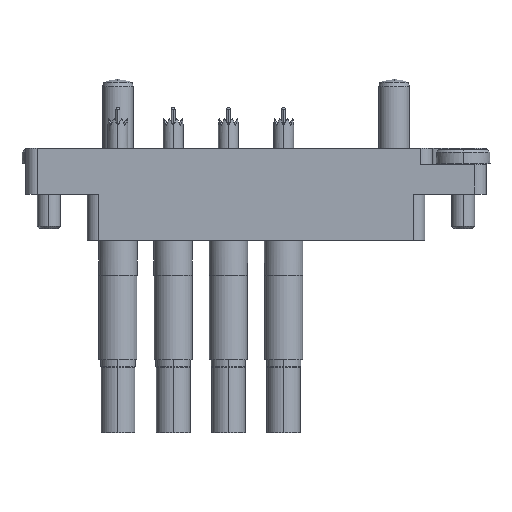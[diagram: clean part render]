
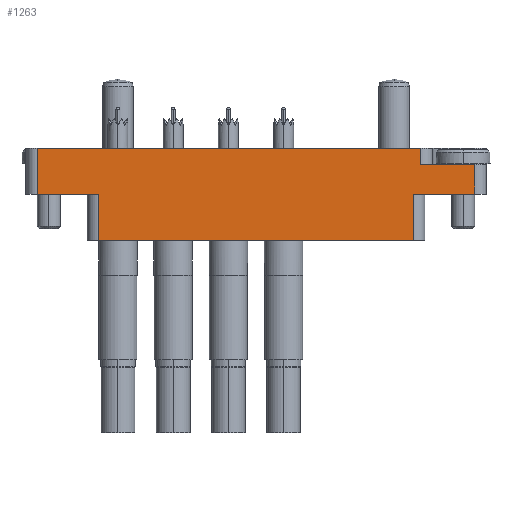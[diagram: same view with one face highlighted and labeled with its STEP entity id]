
A CAD part, left-side view. The second image highlights one B-rep face of the part: STEP entity #1263.
In plain terms, the highlighted face is planar.
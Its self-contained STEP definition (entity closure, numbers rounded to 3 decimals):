
#119 = DIRECTION ( 'NONE',  ( 0., 1., 0. ) ) ;
#732 = LINE ( 'NONE', #14917, #909 ) ;
#733 = VERTEX_POINT ( 'NONE', #8868 ) ;
#758 = EDGE_CURVE ( 'NONE', #10700, #17970, #23238, .T. ) ;
#909 = VECTOR ( 'NONE', #119, 1000. ) ;
#1060 = EDGE_CURVE ( 'NONE', #10700, #15015, #732, .T. ) ;
#1089 = VECTOR ( 'NONE', #21472, 1000. ) ;
#1137 = EDGE_LOOP ( 'NONE', ( #8171, #24079, #25598, #1262, #3815, #15723, #5425, #13636, #22394, #7450 ) ) ;
#1160 = CARTESIAN_POINT ( 'NONE',  ( 21.5, 0., 14.35 ) ) ;
#1262 = ORIENTED_EDGE ( 'NONE', *, *, #1060, .T. ) ;
#1263 = ADVANCED_FACE ( 'NONE', ( #1392 ), #25690, .F. ) ;
#1392 = FACE_OUTER_BOUND ( 'NONE', #1137, .T. ) ;
#1993 = CARTESIAN_POINT ( 'NONE',  ( 28.5, 3.9, 14.35 ) ) ;
#2127 = VERTEX_POINT ( 'NONE', #14330 ) ;
#2151 = EDGE_CURVE ( 'NONE', #5515, #6597, #4363, .T. ) ;
#2688 = VECTOR ( 'NONE', #15316, 1000. ) ;
#2726 = VECTOR ( 'NONE', #24489, 1000. ) ;
#3371 = CARTESIAN_POINT ( 'NONE',  ( -30., 0., 14.35 ) ) ;
#3522 = EDGE_CURVE ( 'NONE', #5515, #13222, #6280, .T. ) ;
#3815 = ORIENTED_EDGE ( 'NONE', *, *, #16231, .F. ) ;
#4363 = LINE ( 'NONE', #14846, #18319 ) ;
#4391 = EDGE_CURVE ( 'NONE', #18458, #733, #15474, .T. ) ;
#4482 = LINE ( 'NONE', #7091, #2688 ) ;
#4605 = EDGE_CURVE ( 'NONE', #8336, #13222, #12532, .T. ) ;
#4676 = DIRECTION ( 'NONE',  ( 1., 0., 0. ) ) ;
#4984 = LINE ( 'NONE', #15324, #5654 ) ;
#5151 = CARTESIAN_POINT ( 'NONE',  ( 30., 0., 14.35 ) ) ;
#5370 = CARTESIAN_POINT ( 'NONE',  ( 20.5, 0., 14.35 ) ) ;
#5382 = DIRECTION ( 'NONE',  ( 0., 1., 0. ) ) ;
#5425 = ORIENTED_EDGE ( 'NONE', *, *, #21595, .F. ) ;
#5509 = CARTESIAN_POINT ( 'NONE',  ( -20.5, -6., 14.35 ) ) ;
#5515 = VERTEX_POINT ( 'NONE', #12149 ) ;
#5654 = VECTOR ( 'NONE', #15463, 1000. ) ;
#6051 = EDGE_CURVE ( 'NONE', #8336, #17970, #15717, .T. ) ;
#6280 = LINE ( 'NONE', #16646, #2726 ) ;
#6407 = CARTESIAN_POINT ( 'NONE',  ( 28.5, 0., 14.35 ) ) ;
#6493 = VECTOR ( 'NONE', #5382, 1000. ) ;
#6597 = VERTEX_POINT ( 'NONE', #22863 ) ;
#6996 = VECTOR ( 'NONE', #4676, 1000. ) ;
#7091 = CARTESIAN_POINT ( 'NONE',  ( 30., 3.9, 14.35 ) ) ;
#7450 = ORIENTED_EDGE ( 'NONE', *, *, #3522, .T. ) ;
#8171 = ORIENTED_EDGE ( 'NONE', *, *, #4605, .F. ) ;
#8336 = VERTEX_POINT ( 'NONE', #18258 ) ;
#8510 = VECTOR ( 'NONE', #25488, 1000. ) ;
#8868 = CARTESIAN_POINT ( 'NONE',  ( 21.5, 6., 14.35 ) ) ;
#9469 = DIRECTION ( 'NONE',  ( -1., 0., 0. ) ) ;
#10655 = AXIS2_PLACEMENT_3D ( 'NONE', #3371, #11464, #9469 ) ;
#10700 = VERTEX_POINT ( 'NONE', #6407 ) ;
#11464 = DIRECTION ( 'NONE',  ( 0., 0., -1. ) ) ;
#12149 = CARTESIAN_POINT ( 'NONE',  ( -20.5, 0., 14.35 ) ) ;
#12465 = DIRECTION ( 'NONE',  ( -1., 0., 0. ) ) ;
#12532 = LINE ( 'NONE', #22771, #20971 ) ;
#13222 = VERTEX_POINT ( 'NONE', #5509 ) ;
#13636 = ORIENTED_EDGE ( 'NONE', *, *, #18686, .T. ) ;
#14187 = CARTESIAN_POINT ( 'NONE',  ( 20.5, 0., 14.35 ) ) ;
#14251 = CARTESIAN_POINT ( 'NONE',  ( -30., 6., 14.35 ) ) ;
#14330 = CARTESIAN_POINT ( 'NONE',  ( -28.5, 6., 14.35 ) ) ;
#14846 = CARTESIAN_POINT ( 'NONE',  ( 30., 0., 14.35 ) ) ;
#14917 = CARTESIAN_POINT ( 'NONE',  ( 28.5, 3.9, 14.35 ) ) ;
#15015 = VERTEX_POINT ( 'NONE', #1993 ) ;
#15043 = DIRECTION ( 'NONE',  ( -1., 0., 0. ) ) ;
#15316 = DIRECTION ( 'NONE',  ( 1., 0., 0. ) ) ;
#15324 = CARTESIAN_POINT ( 'NONE',  ( -28.5, 0., 14.35 ) ) ;
#15463 = DIRECTION ( 'NONE',  ( 0., -1., 0. ) ) ;
#15474 = LINE ( 'NONE', #1160, #6493 ) ;
#15717 = LINE ( 'NONE', #5370, #1089 ) ;
#15723 = ORIENTED_EDGE ( 'NONE', *, *, #4391, .T. ) ;
#16231 = EDGE_CURVE ( 'NONE', #18458, #15015, #4482, .T. ) ;
#16509 = LINE ( 'NONE', #14251, #6996 ) ;
#16646 = CARTESIAN_POINT ( 'NONE',  ( -20.5, 0., 14.35 ) ) ;
#17970 = VERTEX_POINT ( 'NONE', #14187 ) ;
#18258 = CARTESIAN_POINT ( 'NONE',  ( 20.5, -6., 14.35 ) ) ;
#18319 = VECTOR ( 'NONE', #12465, 1000. ) ;
#18458 = VERTEX_POINT ( 'NONE', #24128 ) ;
#18686 = EDGE_CURVE ( 'NONE', #2127, #6597, #4984, .T. ) ;
#20971 = VECTOR ( 'NONE', #15043, 1000. ) ;
#21472 = DIRECTION ( 'NONE',  ( 0., 1., 0. ) ) ;
#21595 = EDGE_CURVE ( 'NONE', #2127, #733, #16509, .T. ) ;
#22394 = ORIENTED_EDGE ( 'NONE', *, *, #2151, .F. ) ;
#22771 = CARTESIAN_POINT ( 'NONE',  ( -22., -6., 14.35 ) ) ;
#22863 = CARTESIAN_POINT ( 'NONE',  ( -28.5, 0., 14.35 ) ) ;
#23238 = LINE ( 'NONE', #5151, #8510 ) ;
#24079 = ORIENTED_EDGE ( 'NONE', *, *, #6051, .T. ) ;
#24128 = CARTESIAN_POINT ( 'NONE',  ( 21.5, 3.9, 14.35 ) ) ;
#24489 = DIRECTION ( 'NONE',  ( 0., -1., 0. ) ) ;
#25488 = DIRECTION ( 'NONE',  ( -1., 0., 0. ) ) ;
#25598 = ORIENTED_EDGE ( 'NONE', *, *, #758, .F. ) ;
#25690 = PLANE ( 'NONE',  #10655 ) ;
